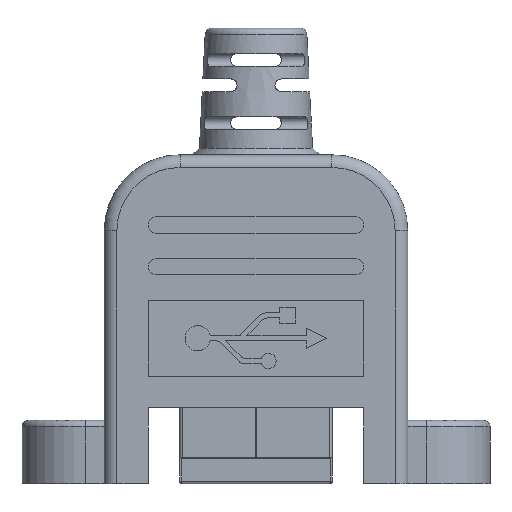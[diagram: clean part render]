
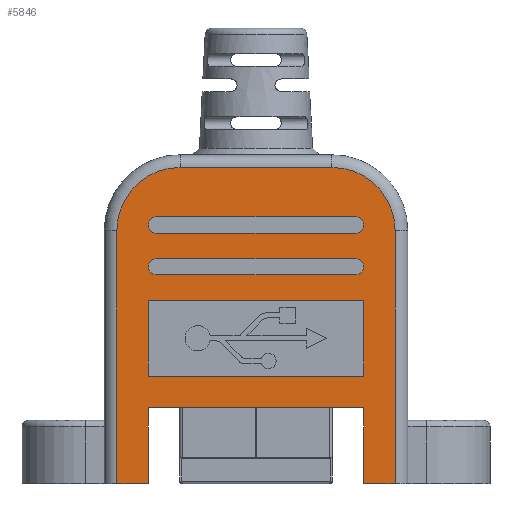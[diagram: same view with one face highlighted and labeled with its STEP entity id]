
A CAD part, front view. The second image highlights one B-rep face of the part: STEP entity #5846.
In plain terms, the highlighted planar face has unit normal (0, -1, 0).
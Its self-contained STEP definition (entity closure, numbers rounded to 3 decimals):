
#764=CARTESIAN_POINT('',(11.,-7.,0.));
#765=VERTEX_POINT('',#764);
#773=CARTESIAN_POINT('',(8.5,-7.0,0.0));
#774=VERTEX_POINT('',#773);
#775=CARTESIAN_POINT('',(8.5,-7.,0.));
#776=DIRECTION('',(1.0,0.0,0.0));
#777=VECTOR('',#776,2.5);
#778=LINE('',#775,#777);
#779=EDGE_CURVE('',#774,#765,#778,.T.);
#985=CARTESIAN_POINT('',(11.0,-7.,20.));
#986=VERTEX_POINT('',#985);
#994=CARTESIAN_POINT('',(11.0,-7.,20.));
#995=DIRECTION('',(0.0,0.0,-1.0));
#996=VECTOR('',#995,20.);
#997=LINE('',#994,#996);
#998=EDGE_CURVE('',#986,#765,#997,.T.);
#1008=CARTESIAN_POINT('',(6.,-7.,25.));
#1009=VERTEX_POINT('',#1008);
#1017=CARTESIAN_POINT('',(6.,-7.,20.));
#1018=DIRECTION('',(0.0,1.0,0.0));
#1019=DIRECTION('',(0.707,0.0,0.707));
#1020=AXIS2_PLACEMENT_3D('',#1017,#1018,#1019);
#1021=CIRCLE('',#1020,5.);
#1022=EDGE_CURVE('',#1009,#986,#1021,.T.);
#1034=CARTESIAN_POINT('',(-6.,-7.,25.));
#1035=VERTEX_POINT('',#1034);
#1043=CARTESIAN_POINT('',(-6.,-7.,25.));
#1044=DIRECTION('',(1.0,0.0,0.0));
#1045=VECTOR('',#1044,12.);
#1046=LINE('',#1043,#1045);
#1047=EDGE_CURVE('',#1035,#1009,#1046,.T.);
#1059=CARTESIAN_POINT('',(-11.0,-7.,20.));
#1060=VERTEX_POINT('',#1059);
#1068=CARTESIAN_POINT('',(-6.,-7.,20.));
#1069=DIRECTION('',(0.0,1.0,0.0));
#1070=DIRECTION('',(-0.707,0.0,0.707));
#1071=AXIS2_PLACEMENT_3D('',#1068,#1069,#1070);
#1072=CIRCLE('',#1071,5.);
#1073=EDGE_CURVE('',#1060,#1035,#1072,.T.);
#1085=CARTESIAN_POINT('',(-11.0,-7.,0.));
#1086=VERTEX_POINT('',#1085);
#1094=CARTESIAN_POINT('',(-11.0,-7.,0.));
#1095=DIRECTION('',(0.0,0.0,1.0));
#1096=VECTOR('',#1095,20.);
#1097=LINE('',#1094,#1096);
#1098=EDGE_CURVE('',#1086,#1060,#1097,.T.);
#2888=CARTESIAN_POINT('',(7.85,-7.,21.1));
#2889=VERTEX_POINT('',#2888);
#2898=CARTESIAN_POINT('',(-7.85,-7.,21.1));
#2899=VERTEX_POINT('',#2898);
#2900=CARTESIAN_POINT('',(-7.85,-7.,21.1));
#2901=DIRECTION('',(1.0,0.0,0.0));
#2902=VECTOR('',#2901,15.7);
#2903=LINE('',#2900,#2902);
#2904=EDGE_CURVE('',#2899,#2889,#2903,.T.);
#2937=CARTESIAN_POINT('',(7.85,-7.,19.8));
#2938=VERTEX_POINT('',#2937);
#2945=CARTESIAN_POINT('',(7.85,-7.,20.45));
#2946=DIRECTION('',(0.0,1.0,0.0));
#2947=DIRECTION('',(0.707,0.0,-0.707));
#2948=AXIS2_PLACEMENT_3D('',#2945,#2946,#2947);
#2949=CIRCLE('',#2948,0.65);
#2950=EDGE_CURVE('',#2938,#2889,#2949,.F.);
#2961=CARTESIAN_POINT('',(7.85,-7.,17.8));
#2962=VERTEX_POINT('',#2961);
#2971=CARTESIAN_POINT('',(-7.85,-7.,17.8));
#2972=VERTEX_POINT('',#2971);
#2973=CARTESIAN_POINT('',(-7.85,-7.,17.8));
#2974=DIRECTION('',(1.0,0.0,0.0));
#2975=VECTOR('',#2974,15.7);
#2976=LINE('',#2973,#2975);
#2977=EDGE_CURVE('',#2972,#2962,#2976,.T.);
#3010=CARTESIAN_POINT('',(7.85,-7.,16.5));
#3011=VERTEX_POINT('',#3010);
#3018=CARTESIAN_POINT('',(7.85,-7.,17.15));
#3019=DIRECTION('',(0.0,1.0,0.0));
#3020=DIRECTION('',(0.707,0.0,-0.707));
#3021=AXIS2_PLACEMENT_3D('',#3018,#3019,#3020);
#3022=CIRCLE('',#3021,0.65);
#3023=EDGE_CURVE('',#3011,#2962,#3022,.F.);
#3044=CARTESIAN_POINT('',(-7.85,-7.,19.8));
#3045=VERTEX_POINT('',#3044);
#3046=CARTESIAN_POINT('',(-7.85,-7.,20.45));
#3047=DIRECTION('',(0.0,1.0,0.0));
#3048=DIRECTION('',(-0.707,0.0,0.707));
#3049=AXIS2_PLACEMENT_3D('',#3046,#3047,#3048);
#3050=CIRCLE('',#3049,0.65);
#3051=EDGE_CURVE('',#2899,#3045,#3050,.F.);
#3075=CARTESIAN_POINT('',(7.85,-7.,19.8));
#3076=DIRECTION('',(-1.0,0.0,0.0));
#3077=VECTOR('',#3076,15.7);
#3078=LINE('',#3075,#3077);
#3079=EDGE_CURVE('',#2938,#3045,#3078,.T.);
#3099=CARTESIAN_POINT('',(-7.85,-7.,16.5));
#3100=VERTEX_POINT('',#3099);
#3101=CARTESIAN_POINT('',(-7.85,-7.,17.15));
#3102=DIRECTION('',(0.0,1.0,0.0));
#3103=DIRECTION('',(-0.707,0.0,0.707));
#3104=AXIS2_PLACEMENT_3D('',#3101,#3102,#3103);
#3105=CIRCLE('',#3104,0.65);
#3106=EDGE_CURVE('',#2972,#3100,#3105,.F.);
#3130=CARTESIAN_POINT('',(7.85,-7.,16.5));
#3131=DIRECTION('',(-1.0,0.0,0.0));
#3132=VECTOR('',#3131,15.7);
#3133=LINE('',#3130,#3132);
#3134=EDGE_CURVE('',#3011,#3100,#3133,.T.);
#5352=CARTESIAN_POINT('',(-8.5,-7.,8.5));
#5353=VERTEX_POINT('',#5352);
#5354=CARTESIAN_POINT('',(-8.5,-7.,14.5));
#5355=VERTEX_POINT('',#5354);
#5356=CARTESIAN_POINT('',(-8.5,-7.,8.5));
#5357=DIRECTION('',(0.0,0.0,1.0));
#5358=VECTOR('',#5357,6.);
#5359=LINE('',#5356,#5358);
#5360=EDGE_CURVE('',#5353,#5355,#5359,.T.);
#5392=CARTESIAN_POINT('',(8.5,-7.,14.5));
#5393=VERTEX_POINT('',#5392);
#5394=CARTESIAN_POINT('',(-8.5,-7.,14.5));
#5395=DIRECTION('',(1.0,0.0,0.0));
#5396=VECTOR('',#5395,17.0);
#5397=LINE('',#5394,#5396);
#5398=EDGE_CURVE('',#5355,#5393,#5397,.T.);
#5423=CARTESIAN_POINT('',(8.5,-7.,8.5));
#5424=VERTEX_POINT('',#5423);
#5425=CARTESIAN_POINT('',(8.5,-7.,14.5));
#5426=DIRECTION('',(0.0,0.0,-1.0));
#5427=VECTOR('',#5426,6.0);
#5428=LINE('',#5425,#5427);
#5429=EDGE_CURVE('',#5393,#5424,#5428,.T.);
#5454=CARTESIAN_POINT('',(8.5,-7.,8.5));
#5455=DIRECTION('',(-1.0,0.0,0.0));
#5456=VECTOR('',#5455,17.0);
#5457=LINE('',#5454,#5456);
#5458=EDGE_CURVE('',#5424,#5353,#5457,.T.);
#5688=CARTESIAN_POINT('',(-8.5,-7.0,0.0));
#5689=VERTEX_POINT('',#5688);
#5704=CARTESIAN_POINT('',(-8.5,-7.0,6.));
#5705=VERTEX_POINT('',#5704);
#5712=CARTESIAN_POINT('',(-8.5,-7.,0.0));
#5713=DIRECTION('',(0.0,0.0,1.0));
#5714=VECTOR('',#5713,6.);
#5715=LINE('',#5712,#5714);
#5716=EDGE_CURVE('',#5689,#5705,#5715,.T.);
#5727=CARTESIAN_POINT('',(8.5,-7.0,6.));
#5728=VERTEX_POINT('',#5727);
#5729=CARTESIAN_POINT('',(8.5,-7.,6.));
#5730=DIRECTION('',(0.0,0.0,-1.0));
#5731=VECTOR('',#5730,6.);
#5732=LINE('',#5729,#5731);
#5733=EDGE_CURVE('',#5728,#774,#5732,.T.);
#5757=CARTESIAN_POINT('',(-8.5,-7.,6.));
#5758=DIRECTION('',(1.0,0.0,0.0));
#5759=VECTOR('',#5758,17.0);
#5760=LINE('',#5757,#5759);
#5761=EDGE_CURVE('',#5705,#5728,#5760,.T.);
#5793=CARTESIAN_POINT('',(-11.,-7.,0.));
#5794=DIRECTION('',(1.0,0.0,0.0));
#5795=VECTOR('',#5794,2.5);
#5796=LINE('',#5793,#5795);
#5797=EDGE_CURVE('',#1086,#5689,#5796,.T.);
#5811=CARTESIAN_POINT('',(0.,-7.,13.));
#5812=DIRECTION('',(0.0,-1.0,0.0));
#5813=DIRECTION('',(0.0,0.0,-1.0));
#5814=AXIS2_PLACEMENT_3D('',#5811,#5812,#5813);
#5815=PLANE('',#5814);
#5816=ORIENTED_EDGE('',*,*,#1098,.F.);
#5817=ORIENTED_EDGE('',*,*,#5797,.T.);
#5818=ORIENTED_EDGE('',*,*,#5716,.T.);
#5819=ORIENTED_EDGE('',*,*,#5761,.T.);
#5820=ORIENTED_EDGE('',*,*,#5733,.T.);
#5821=ORIENTED_EDGE('',*,*,#779,.T.);
#5822=ORIENTED_EDGE('',*,*,#998,.F.);
#5823=ORIENTED_EDGE('',*,*,#1022,.F.);
#5824=ORIENTED_EDGE('',*,*,#1047,.F.);
#5825=ORIENTED_EDGE('',*,*,#1073,.F.);
#5826=EDGE_LOOP('',(#5816,#5817,#5818,#5819,#5820,#5821,#5822,#5823,#5824,#5825));
#5827=FACE_OUTER_BOUND('',#5826,.T.);
#5828=ORIENTED_EDGE('',*,*,#3023,.F.);
#5829=ORIENTED_EDGE('',*,*,#3134,.T.);
#5830=ORIENTED_EDGE('',*,*,#3106,.F.);
#5831=ORIENTED_EDGE('',*,*,#2977,.T.);
#5832=EDGE_LOOP('',(#5828,#5829,#5830,#5831));
#5833=FACE_BOUND('',#5832,.T.);
#5834=ORIENTED_EDGE('',*,*,#2950,.F.);
#5835=ORIENTED_EDGE('',*,*,#3079,.T.);
#5836=ORIENTED_EDGE('',*,*,#3051,.F.);
#5837=ORIENTED_EDGE('',*,*,#2904,.T.);
#5838=EDGE_LOOP('',(#5834,#5835,#5836,#5837));
#5839=FACE_BOUND('',#5838,.T.);
#5840=ORIENTED_EDGE('',*,*,#5360,.T.);
#5841=ORIENTED_EDGE('',*,*,#5398,.T.);
#5842=ORIENTED_EDGE('',*,*,#5429,.T.);
#5843=ORIENTED_EDGE('',*,*,#5458,.T.);
#5844=EDGE_LOOP('',(#5840,#5841,#5842,#5843));
#5845=FACE_BOUND('',#5844,.T.);
#5846=ADVANCED_FACE('',(#5827,#5833,#5839,#5845),#5815,.T.);
